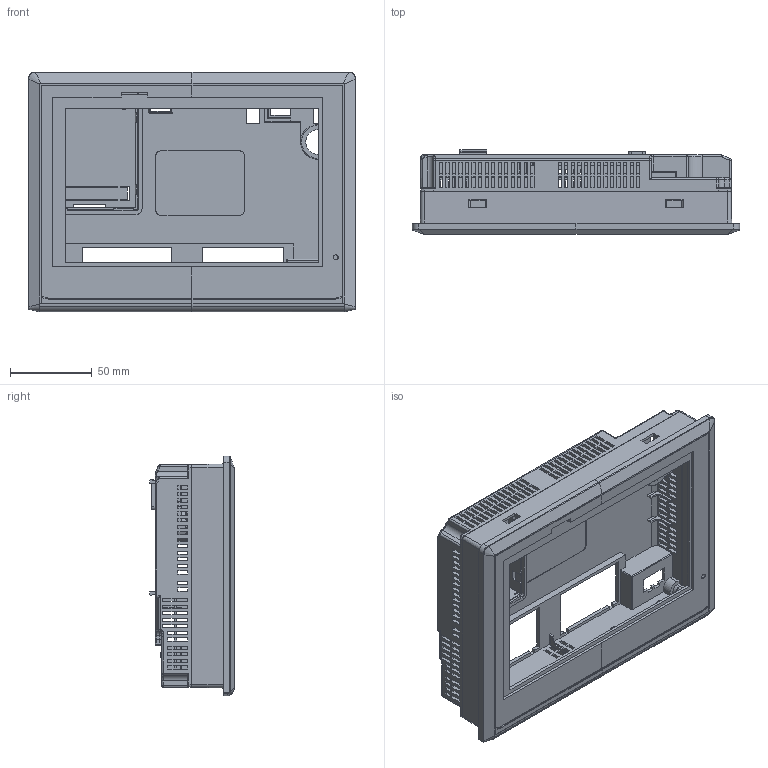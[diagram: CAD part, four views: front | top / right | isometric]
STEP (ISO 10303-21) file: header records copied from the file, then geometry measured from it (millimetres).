
FILE_DESCRIPTION((''),'2;1');
FILE_NAME('ASM0001_ASM','2018-07-21T',('Administrator'),(''),'PRO/ENGINEER BY PARAMETRIC TECHNOLOGY CORPORATION, 2008070','PRO/ENGINEER BY PARAMETRIC TECHNOLOGY CORPORATION, 2008070','');
FILE_SCHEMA(('CONFIG_CONTROL_DESIGN'));
Length unit declared in the file: millimetre
Products named in the file (4): TG765-SG-1409; XDG3-30-HG-1401GAI-1603; XP3-18-BD; ASM0001_ASM
Assembly tree (3 placements, depth 2):
  ASM0001_ASM
    TG765-SG-1409
    XDG3-30-HG-1401GAI-1603
    XP3-18-BD
Bounding box: 200.4 x 51.7 x 146.9 mm (x, y, z)
Volume: 15853.8 mm3; surface area: 171157.3 mm2
Topology: 37 solids, 46 shells, 2877 faces, 7718 edges, 4887 vertices
Faces by surface type: plane 2034, cylinder 515, bspline 165, extrusion 114, sphere 23, torus 17, cone 9
Entity records: 96508 total; most frequent: CARTESIAN_POINT 25146, ORIENTED_EDGE 15320, DIRECTION 13536, EDGE_CURVE 7692, VECTOR 6242, LINE 6128, VERTEX_POINT 4887, AXIS2_PLACEMENT_3D 3647
